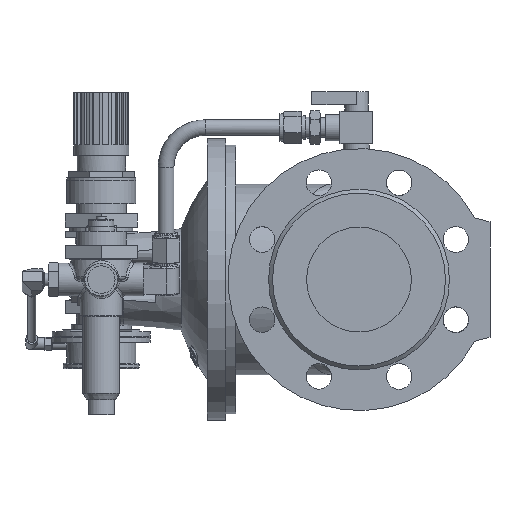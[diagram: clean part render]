
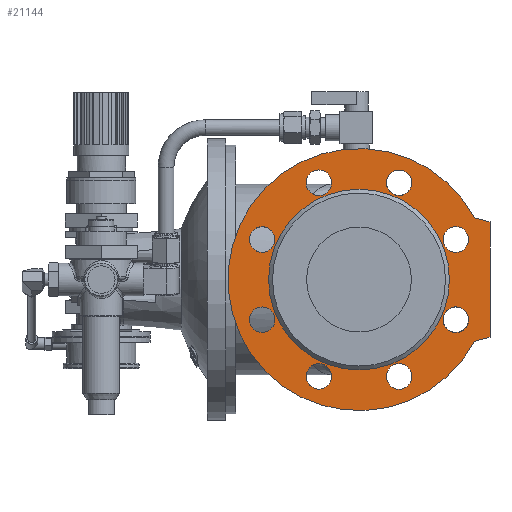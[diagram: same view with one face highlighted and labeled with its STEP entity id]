
A CAD part, left-side view. The second image highlights one B-rep face of the part: STEP entity #21144.
In plain terms, the highlighted planar face has unit normal (-1, 0, 0).
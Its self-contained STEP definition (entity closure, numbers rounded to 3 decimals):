
#10523 = EDGE_CURVE ( 'NONE', #32650, #32650, #19158, .T. ) ;
#10527 = EDGE_CURVE ( 'NONE', #32652, #32652, #19160, .T. ) ;
#10529 = EDGE_CURVE ( 'NONE', #32653, #32653, #19161, .T. ) ;
#10531 = EDGE_CURVE ( 'NONE', #29510, #29512, #19157, .T. ) ;
#10533 = EDGE_CURVE ( 'NONE', #32654, #32654, #19156, .T. ) ;
#10535 = EDGE_CURVE ( 'NONE', #32655, #32655, #19165, .T. ) ;
#10537 = EDGE_CURVE ( 'NONE', #29505, #29497, #19164, .T. ) ;
#10539 = EDGE_CURVE ( 'NONE', #29497, #29510, #19162, .T. ) ;
#10549 = EDGE_CURVE ( 'NONE', #32659, #32659, #19174, .T. ) ;
#10553 = EDGE_CURVE ( 'NONE', #29512, #29505, #19176, .T. ) ;
#10559 = EDGE_CURVE ( 'NONE', #32663, #32663, #19179, .T. ) ;
#10565 = EDGE_CURVE ( 'NONE', #32666, #32666, #19182, .T. ) ;
#10569 = EDGE_CURVE ( 'NONE', #32668, #32668, #19184, .T. ) ;
#10742 = AXIS2_PLACEMENT_3D ( 'NONE', #20975, #20976, #20977 ) ;
#10746 = AXIS2_PLACEMENT_3D ( 'NONE', #20982, #20983, #20984 ) ;
#10748 = AXIS2_PLACEMENT_3D ( 'NONE', #20985, #20986, #20987 ) ;
#10750 = AXIS2_PLACEMENT_3D ( 'NONE', #20990, #20991, #20992 ) ;
#10752 = AXIS2_PLACEMENT_3D ( 'NONE', #20993, #20994, #20995 ) ;
#10762 = AXIS2_PLACEMENT_3D ( 'NONE', #21010, #21011, #21012 ) ;
#10766 = AXIS2_PLACEMENT_3D ( 'NONE', #21016, #21017, #21018 ) ;
#10772 = AXIS2_PLACEMENT_3D ( 'NONE', #21025, #21026, #21027 ) ;
#10778 = AXIS2_PLACEMENT_3D ( 'NONE', #21035, #21036, #21037 ) ;
#10782 = AXIS2_PLACEMENT_3D ( 'NONE', #21043, #21044, #21045 ) ;
#10824 = AXIS2_PLACEMENT_3D ( 'NONE', #23702, #23699, #23704 ) ;
#13602 = ORIENTED_EDGE ( 'NONE', *, *, #10523, .T. ) ;
#13608 = ORIENTED_EDGE ( 'NONE', *, *, #10529, .T. ) ;
#13609 = ORIENTED_EDGE ( 'NONE', *, *, #10527, .T. ) ;
#13610 = ORIENTED_EDGE ( 'NONE', *, *, #10533, .T. ) ;
#13611 = ORIENTED_EDGE ( 'NONE', *, *, #10569, .T. ) ;
#13612 = ORIENTED_EDGE ( 'NONE', *, *, #10535, .T. ) ;
#13613 = ORIENTED_EDGE ( 'NONE', *, *, #10565, .T. ) ;
#13614 = ORIENTED_EDGE ( 'NONE', *, *, #10553, .F. ) ;
#13615 = ORIENTED_EDGE ( 'NONE', *, *, #10531, .F. ) ;
#13616 = ORIENTED_EDGE ( 'NONE', *, *, #10539, .F. ) ;
#13617 = ORIENTED_EDGE ( 'NONE', *, *, #10537, .F. ) ;
#13618 = ORIENTED_EDGE ( 'NONE', *, *, #10549, .T. ) ;
#13619 = ORIENTED_EDGE ( 'NONE', *, *, #10559, .T. ) ;
#19156 = CIRCLE ( 'NONE', #10750, 9.75 ) ;
#19157 = LINE ( 'NONE', #20974, #19163 ) ;
#19158 = CIRCLE ( 'NONE', #10742, 9.75 ) ;
#19160 = CIRCLE ( 'NONE', #10746, 9.75 ) ;
#19161 = CIRCLE ( 'NONE', #10748, 9.75 ) ;
#19162 = LINE ( 'NONE', #20989, #19166 ) ;
#19163 = VECTOR ( 'NONE', #20988, 1000. ) ;
#19164 = LINE ( 'NONE', #20981, #19167 ) ;
#19165 = CIRCLE ( 'NONE', #10752, 9.75 ) ;
#19166 = VECTOR ( 'NONE', #20997, 1000. ) ;
#19167 = VECTOR ( 'NONE', #20996, 1000. ) ;
#19174 = CIRCLE ( 'NONE', #10762, 9.75 ) ;
#19176 = CIRCLE ( 'NONE', #10766, 100. ) ;
#19179 = CIRCLE ( 'NONE', #10772, 9.75 ) ;
#19182 = CIRCLE ( 'NONE', #10778, 69. ) ;
#19184 = CIRCLE ( 'NONE', #10782, 9.75 ) ;
#19216 = FACE_BOUND ( 'NONE', #39920, .T. ) ;
#19217 = FACE_BOUND ( 'NONE', #39922, .T. ) ;
#19218 = FACE_BOUND ( 'NONE', #39929, .T. ) ;
#19220 = FACE_BOUND ( 'NONE', #39945, .T. ) ;
#19222 = FACE_BOUND ( 'NONE', #39932, .T. ) ;
#19223 = FACE_OUTER_BOUND ( 'NONE', #39879, .T. ) ;
#19224 = FACE_BOUND ( 'NONE', #39917, .T. ) ;
#19225 = FACE_BOUND ( 'NONE', #39876, .T. ) ;
#19226 = FACE_BOUND ( 'NONE', #39874, .T. ) ;
#19227 = FACE_BOUND ( 'NONE', #39873, .T. ) ;
#20974 = CARTESIAN_POINT ( 'NONE',  ( -152., -100., -44. ) ) ;
#20975 = CARTESIAN_POINT ( 'NONE',  ( -152., 30.615, 73.91 ) ) ;
#20976 = DIRECTION ( 'NONE',  ( 1., 0., 0. ) ) ;
#20977 = DIRECTION ( 'NONE',  ( 0., 1., 0. ) ) ;
#20981 = CARTESIAN_POINT ( 'NONE',  ( -152., -100., 44. ) ) ;
#20982 = CARTESIAN_POINT ( 'NONE',  ( -152., -30.615, 73.91 ) ) ;
#20983 = DIRECTION ( 'NONE',  ( 1., 0., 0. ) ) ;
#20984 = DIRECTION ( 'NONE',  ( 0., 0.707, 0.707 ) ) ;
#20985 = CARTESIAN_POINT ( 'NONE',  ( -152., -73.91, -30.615 ) ) ;
#20986 = DIRECTION ( 'NONE',  ( 1., 0., 0. ) ) ;
#20987 = DIRECTION ( 'NONE',  ( 0., -0.707, 0.707 ) ) ;
#20988 = DIRECTION ( 'NONE',  ( 0., 0.966, -0.259 ) ) ;
#20989 = CARTESIAN_POINT ( 'NONE',  ( -152., -100., 44. ) ) ;
#20990 = CARTESIAN_POINT ( 'NONE',  ( -152., -73.91, 30.615 ) ) ;
#20991 = DIRECTION ( 'NONE',  ( 1., 0., 0. ) ) ;
#20992 = DIRECTION ( 'NONE',  ( 0., 0., 1. ) ) ;
#20993 = CARTESIAN_POINT ( 'NONE',  ( -152., 73.91, -30.615 ) ) ;
#20994 = DIRECTION ( 'NONE',  ( 1., 0., 0. ) ) ;
#20995 = DIRECTION ( 'NONE',  ( 0., 0., -1. ) ) ;
#20996 = DIRECTION ( 'NONE',  ( 0., -0.966, -0.259 ) ) ;
#20997 = DIRECTION ( 'NONE',  ( 0., 0., -1. ) ) ;
#21010 = CARTESIAN_POINT ( 'NONE',  ( -152., 30.615, -73.91 ) ) ;
#21011 = DIRECTION ( 'NONE',  ( 1., 0., 0. ) ) ;
#21012 = DIRECTION ( 'NONE',  ( 0., -0.707, -0.707 ) ) ;
#21016 = CARTESIAN_POINT ( 'NONE',  ( -152., 0., 0. ) ) ;
#21017 = DIRECTION ( 'NONE',  ( 1., 0., 0. ) ) ;
#21018 = DIRECTION ( 'NONE',  ( 0., 0., -1. ) ) ;
#21025 = CARTESIAN_POINT ( 'NONE',  ( -152., 73.91, 30.615 ) ) ;
#21026 = DIRECTION ( 'NONE',  ( 1., 0., 0. ) ) ;
#21027 = DIRECTION ( 'NONE',  ( 0., 0.707, -0.707 ) ) ;
#21035 = CARTESIAN_POINT ( 'NONE',  ( -152., 0., 0. ) ) ;
#21036 = DIRECTION ( 'NONE',  ( 1., 0., 0. ) ) ;
#21037 = DIRECTION ( 'NONE',  ( 0., 1., 0. ) ) ;
#21043 = CARTESIAN_POINT ( 'NONE',  ( -152., -30.615, -73.91 ) ) ;
#21044 = DIRECTION ( 'NONE',  ( 1., 0., 0. ) ) ;
#21045 = DIRECTION ( 'NONE',  ( 0., -1., 0. ) ) ;
#21144 = ADVANCED_FACE ( 'NONE', ( #19216, #19222, #19217, #19218, #19220, #19223, #19224, #19225, #19226, #19227 ), #23700, .F. ) ;
#23699 = DIRECTION ( 'NONE',  ( 1., 0., 0. ) ) ;
#23700 = PLANE ( 'NONE',  #10824 ) ;
#23702 = CARTESIAN_POINT ( 'NONE',  ( -152., 0., 0. ) ) ;
#23704 = DIRECTION ( 'NONE',  ( 0., 0., -1. ) ) ;
#29497 = VERTEX_POINT ( 'NONE', #34626 ) ;
#29505 = VERTEX_POINT ( 'NONE', #34634 ) ;
#29510 = VERTEX_POINT ( 'NONE', #34639 ) ;
#29512 = VERTEX_POINT ( 'NONE', #34641 ) ;
#32650 = VERTEX_POINT ( 'NONE', #35879 ) ;
#32652 = VERTEX_POINT ( 'NONE', #35882 ) ;
#32653 = VERTEX_POINT ( 'NONE', #35883 ) ;
#32654 = VERTEX_POINT ( 'NONE', #35885 ) ;
#32655 = VERTEX_POINT ( 'NONE', #35886 ) ;
#32659 = VERTEX_POINT ( 'NONE', #35893 ) ;
#32663 = VERTEX_POINT ( 'NONE', #35899 ) ;
#32666 = VERTEX_POINT ( 'NONE', #35903 ) ;
#32668 = VERTEX_POINT ( 'NONE', #35907 ) ;
#34626 = CARTESIAN_POINT ( 'NONE',  ( -152., -100., 44. ) ) ;
#34634 = CARTESIAN_POINT ( 'NONE',  ( -152., -88.177, 47.168 ) ) ;
#34639 = CARTESIAN_POINT ( 'NONE',  ( -152., -100., -44. ) ) ;
#34641 = CARTESIAN_POINT ( 'NONE',  ( -152., -88.177, -47.168 ) ) ;
#35879 = CARTESIAN_POINT ( 'NONE',  ( -152., 40.365, 73.91 ) ) ;
#35882 = CARTESIAN_POINT ( 'NONE',  ( -152., -23.72, 80.805 ) ) ;
#35883 = CARTESIAN_POINT ( 'NONE',  ( -152., -80.805, -23.72 ) ) ;
#35885 = CARTESIAN_POINT ( 'NONE',  ( -152., -73.91, 40.365 ) ) ;
#35886 = CARTESIAN_POINT ( 'NONE',  ( -152., 73.91, -40.365 ) ) ;
#35893 = CARTESIAN_POINT ( 'NONE',  ( -152., 23.72, -80.805 ) ) ;
#35899 = CARTESIAN_POINT ( 'NONE',  ( -152., 80.805, 23.72 ) ) ;
#35903 = CARTESIAN_POINT ( 'NONE',  ( -152., 69., 0. ) ) ;
#35907 = CARTESIAN_POINT ( 'NONE',  ( -152., -40.365, -73.91 ) ) ;
#39873 = EDGE_LOOP ( 'NONE', ( #13619 ) ) ;
#39874 = EDGE_LOOP ( 'NONE', ( #13609 ) ) ;
#39876 = EDGE_LOOP ( 'NONE', ( #13608 ) ) ;
#39879 = EDGE_LOOP ( 'NONE', ( #13614, #13615, #13616, #13617 ) ) ;
#39917 = EDGE_LOOP ( 'NONE', ( #13618 ) ) ;
#39920 = EDGE_LOOP ( 'NONE', ( #13602 ) ) ;
#39922 = EDGE_LOOP ( 'NONE', ( #13611 ) ) ;
#39929 = EDGE_LOOP ( 'NONE', ( #13612 ) ) ;
#39932 = EDGE_LOOP ( 'NONE', ( #13610 ) ) ;
#39945 = EDGE_LOOP ( 'NONE', ( #13613 ) ) ;
